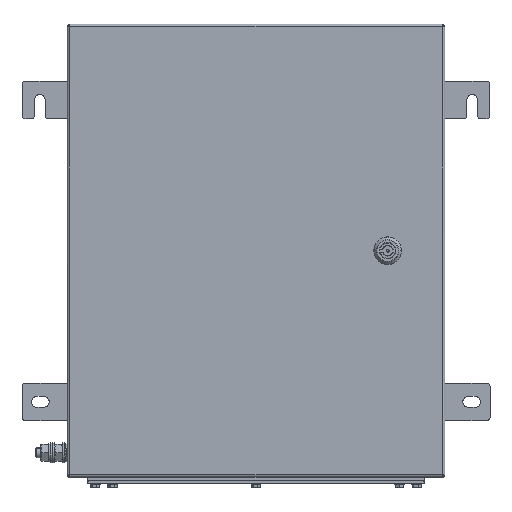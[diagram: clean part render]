
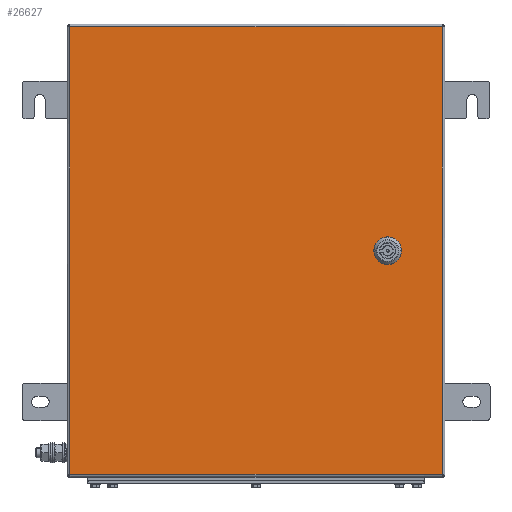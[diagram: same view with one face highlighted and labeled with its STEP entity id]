
A CAD part, top view. The second image highlights one B-rep face of the part: STEP entity #26627.
In plain terms, the highlighted planar face has unit normal (0, 0, 1).
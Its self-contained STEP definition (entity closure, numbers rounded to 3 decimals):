
#957 = DIRECTION ( 'NONE',  ( 0., -1., 0. ) ) ;
#1553 = FACE_BOUND ( 'NONE', #6580, .T. ) ;
#1568 = CIRCLE ( 'NONE', #34619, 11.25 ) ;
#1850 = CARTESIAN_POINT ( 'NONE',  ( 127.944, 10.05, 0. ) ) ;
#2030 = CIRCLE ( 'NONE', #21163, 11.25 ) ;
#2204 = DIRECTION ( 'NONE',  ( 0., 0., -1. ) ) ;
#2418 = FACE_OUTER_BOUND ( 'NONE', #27418, .T. ) ;
#2847 = CIRCLE ( 'NONE', #32762, 11.25 ) ;
#2880 = DIRECTION ( 'NONE',  ( 0., 1., 0. ) ) ;
#3465 = CARTESIAN_POINT ( 'NONE',  ( -188.25, 226.25, 0. ) ) ;
#3469 = ORIENTED_EDGE ( 'NONE', *, *, #12964, .F. ) ;
#4108 = LINE ( 'NONE', #8684, #32524 ) ;
#4554 = DIRECTION ( 'NONE',  ( -1., 0., 0. ) ) ;
#4861 = CARTESIAN_POINT ( 'NONE',  ( -189.493, -226.25, 0. ) ) ;
#5246 = AXIS2_PLACEMENT_3D ( 'NONE', #13016, #2204, #21093 ) ;
#5319 = VECTOR ( 'NONE', #20453, 1000. ) ;
#5359 = LINE ( 'NONE', #12626, #24304 ) ;
#6547 = DIRECTION ( 'NONE',  ( 0., 0., 1. ) ) ;
#6557 = VECTOR ( 'NONE', #2880, 1000. ) ;
#6580 = EDGE_LOOP ( 'NONE', ( #9064, #24676, #3469, #26681, #17883, #33551, #8156, #12813 ) ) ;
#6948 = VECTOR ( 'NONE', #8873, 1000. ) ;
#7225 = DIRECTION ( 'NONE',  ( 1., 0., 0. ) ) ;
#8072 = CARTESIAN_POINT ( 'NONE',  ( 133., 0., 0. ) ) ;
#8104 = CARTESIAN_POINT ( 'NONE',  ( 133., 0., 0. ) ) ;
#8156 = ORIENTED_EDGE ( 'NONE', *, *, #13632, .F. ) ;
#8330 = VERTEX_POINT ( 'NONE', #9741 ) ;
#8684 = CARTESIAN_POINT ( 'NONE',  ( 143.05, 5.056, 0. ) ) ;
#8727 = VECTOR ( 'NONE', #957, 1000. ) ;
#8873 = DIRECTION ( 'NONE',  ( -1., 0., 0. ) ) ;
#9064 = ORIENTED_EDGE ( 'NONE', *, *, #12695, .F. ) ;
#9112 = VERTEX_POINT ( 'NONE', #34120 ) ;
#9741 = CARTESIAN_POINT ( 'NONE',  ( 188.25, 226.25, 0. ) ) ;
#10343 = DIRECTION ( 'NONE',  ( 1., 0., 0. ) ) ;
#10843 = DIRECTION ( 'NONE',  ( 1., 0., 0. ) ) ;
#10870 = DIRECTION ( 'NONE',  ( 1., 0., 0. ) ) ;
#11787 = LINE ( 'NONE', #1850, #18121 ) ;
#12540 = VERTEX_POINT ( 'NONE', #25608 ) ;
#12626 = CARTESIAN_POINT ( 'NONE',  ( 127.944, -10.05, 0. ) ) ;
#12695 = EDGE_CURVE ( 'NONE', #30713, #33565, #11787, .T. ) ;
#12794 = EDGE_CURVE ( 'NONE', #15731, #30713, #2030, .T. ) ;
#12813 = ORIENTED_EDGE ( 'NONE', *, *, #13676, .F. ) ;
#12964 = EDGE_CURVE ( 'NONE', #9112, #15731, #4108, .T. ) ;
#13002 = ORIENTED_EDGE ( 'NONE', *, *, #14662, .T. ) ;
#13016 = CARTESIAN_POINT ( 'NONE',  ( 191., 229., 0. ) ) ;
#13072 = EDGE_CURVE ( 'NONE', #32325, #9112, #1568, .T. ) ;
#13219 = CARTESIAN_POINT ( 'NONE',  ( 127.944, 10.05, 0. ) ) ;
#13261 = EDGE_CURVE ( 'NONE', #12540, #32325, #5359, .T. ) ;
#13330 = EDGE_CURVE ( 'NONE', #20954, #12540, #2847, .T. ) ;
#13632 = EDGE_CURVE ( 'NONE', #25982, #20954, #30858, .T. ) ;
#13676 = EDGE_CURVE ( 'NONE', #33565, #25982, #22215, .T. ) ;
#13844 = EDGE_CURVE ( 'NONE', #33800, #22274, #32892, .T. ) ;
#14346 = EDGE_CURVE ( 'NONE', #22274, #18473, #33698, .T. ) ;
#14492 = EDGE_CURVE ( 'NONE', #18473, #8330, #27111, .T. ) ;
#14662 = EDGE_CURVE ( 'NONE', #8330, #33800, #21315, .T. ) ;
#14724 = DIRECTION ( 'NONE',  ( 0., 0., 1. ) ) ;
#15731 = VERTEX_POINT ( 'NONE', #16222 ) ;
#16222 = CARTESIAN_POINT ( 'NONE',  ( 143.05, 5.056, 0. ) ) ;
#17116 = CARTESIAN_POINT ( 'NONE',  ( 138.056, -10.05, 0. ) ) ;
#17672 = CARTESIAN_POINT ( 'NONE',  ( -188.25, 227.493, 0. ) ) ;
#17861 = ORIENTED_EDGE ( 'NONE', *, *, #14492, .T. ) ;
#17883 = ORIENTED_EDGE ( 'NONE', *, *, #13261, .F. ) ;
#18121 = VECTOR ( 'NONE', #4554, 1000. ) ;
#18473 = VERTEX_POINT ( 'NONE', #31588 ) ;
#19045 = CARTESIAN_POINT ( 'NONE',  ( 188.25, -227.493, 0. ) ) ;
#19624 = CARTESIAN_POINT ( 'NONE',  ( 189.493, 226.25, 0. ) ) ;
#19676 = VECTOR ( 'NONE', #10343, 1000. ) ;
#20453 = DIRECTION ( 'NONE',  ( 0., -1., 0. ) ) ;
#20954 = VERTEX_POINT ( 'NONE', #22252 ) ;
#21093 = DIRECTION ( 'NONE',  ( -1., 0., 0. ) ) ;
#21163 = AXIS2_PLACEMENT_3D ( 'NONE', #8104, #26861, #10870 ) ;
#21315 = LINE ( 'NONE', #19624, #6948 ) ;
#22215 = CIRCLE ( 'NONE', #31173, 11.25 ) ;
#22252 = CARTESIAN_POINT ( 'NONE',  ( 122.95, -5.056, 0. ) ) ;
#22274 = VERTEX_POINT ( 'NONE', #26641 ) ;
#22550 = CARTESIAN_POINT ( 'NONE',  ( 122.95, 5.056, 0. ) ) ;
#22702 = CARTESIAN_POINT ( 'NONE',  ( 133., 0., 0. ) ) ;
#24067 = CARTESIAN_POINT ( 'NONE',  ( 138.056, 10.05, 0. ) ) ;
#24304 = VECTOR ( 'NONE', #7225, 1000. ) ;
#24676 = ORIENTED_EDGE ( 'NONE', *, *, #12794, .F. ) ;
#25326 = DIRECTION ( 'NONE',  ( 1., 0., 0. ) ) ;
#25608 = CARTESIAN_POINT ( 'NONE',  ( 127.944, -10.05, 0. ) ) ;
#25982 = VERTEX_POINT ( 'NONE', #33898 ) ;
#26627 = ADVANCED_FACE ( 'NONE', ( #1553, #2418 ), #28915, .F. ) ;
#26641 = CARTESIAN_POINT ( 'NONE',  ( -188.25, -226.25, 0. ) ) ;
#26681 = ORIENTED_EDGE ( 'NONE', *, *, #13072, .F. ) ;
#26835 = DIRECTION ( 'NONE',  ( 0., 0., 1. ) ) ;
#26861 = DIRECTION ( 'NONE',  ( 0., 0., 1. ) ) ;
#27111 = LINE ( 'NONE', #19045, #6557 ) ;
#27418 = EDGE_LOOP ( 'NONE', ( #31635, #33367, #17861, #13002 ) ) ;
#28915 = PLANE ( 'NONE',  #5246 ) ;
#30039 = DIRECTION ( 'NONE',  ( 0., 1., 0. ) ) ;
#30579 = CARTESIAN_POINT ( 'NONE',  ( 133., 0., 0. ) ) ;
#30713 = VERTEX_POINT ( 'NONE', #24067 ) ;
#30858 = LINE ( 'NONE', #22550, #8727 ) ;
#31173 = AXIS2_PLACEMENT_3D ( 'NONE', #30579, #14724, #33233 ) ;
#31588 = CARTESIAN_POINT ( 'NONE',  ( 188.25, -226.25, 0. ) ) ;
#31635 = ORIENTED_EDGE ( 'NONE', *, *, #13844, .T. ) ;
#32325 = VERTEX_POINT ( 'NONE', #17116 ) ;
#32524 = VECTOR ( 'NONE', #30039, 1000. ) ;
#32762 = AXIS2_PLACEMENT_3D ( 'NONE', #8072, #26835, #10843 ) ;
#32892 = LINE ( 'NONE', #17672, #5319 ) ;
#33233 = DIRECTION ( 'NONE',  ( 1., 0., 0. ) ) ;
#33367 = ORIENTED_EDGE ( 'NONE', *, *, #14346, .T. ) ;
#33551 = ORIENTED_EDGE ( 'NONE', *, *, #13330, .F. ) ;
#33565 = VERTEX_POINT ( 'NONE', #13219 ) ;
#33698 = LINE ( 'NONE', #4861, #19676 ) ;
#33800 = VERTEX_POINT ( 'NONE', #3465 ) ;
#33898 = CARTESIAN_POINT ( 'NONE',  ( 122.95, 5.056, 0. ) ) ;
#34120 = CARTESIAN_POINT ( 'NONE',  ( 143.05, -5.056, 0. ) ) ;
#34619 = AXIS2_PLACEMENT_3D ( 'NONE', #22702, #6547, #25326 ) ;
